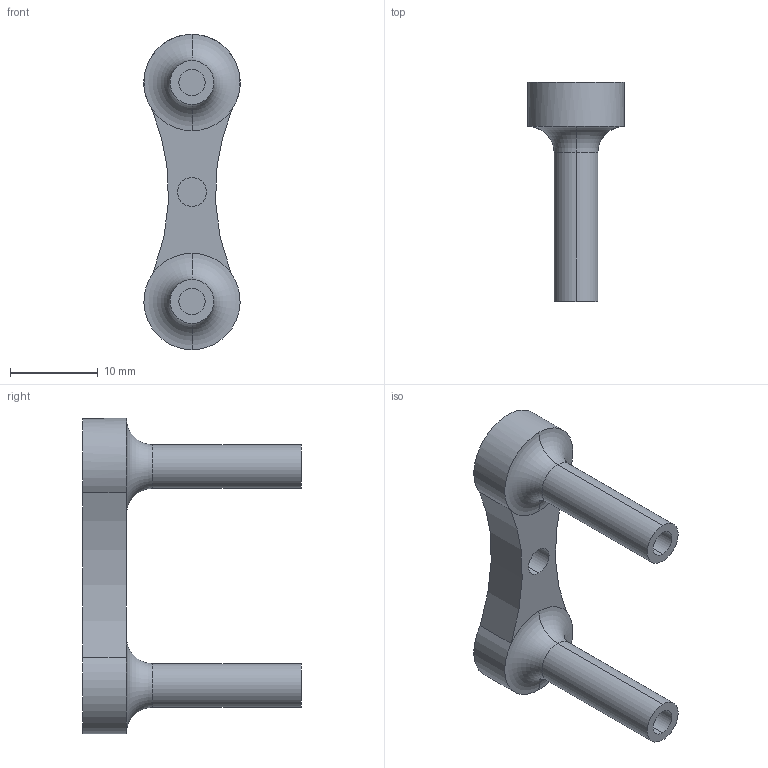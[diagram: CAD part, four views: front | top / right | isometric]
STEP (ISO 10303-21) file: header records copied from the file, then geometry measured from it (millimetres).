
FILE_DESCRIPTION (( 'STEP AP203' ), '1' );
FILE_NAME ('backjoint filleted.STEP', '2025-04-02T11:35:38', ( '' ), ( '' ), 'SwSTEP 2.0', 'SolidWorks 2022', '' );
FILE_SCHEMA (( 'CONFIG_CONTROL_DESIGN' ));
Length unit declared in the file: millimetre
Products named in the file (1): backjoint filleted
Bounding box: 10.99 x 25 x 36 mm (x, y, z)
Volume: 1969.4 mm3; surface area: 2001.7 mm2
Topology: 1 solids, 1 shells, 26 faces, 54 edges, 33 vertices
Faces by surface type: cylinder 13, plane 7, torus 4, bspline 2
Entity records: 782 total; most frequent: DIRECTION 135, CARTESIAN_POINT 132, ORIENTED_EDGE 108, AXIS2_PLACEMENT_3D 60, EDGE_CURVE 54, CIRCLE 35, VERTEX_POINT 33, EDGE_LOOP 29
